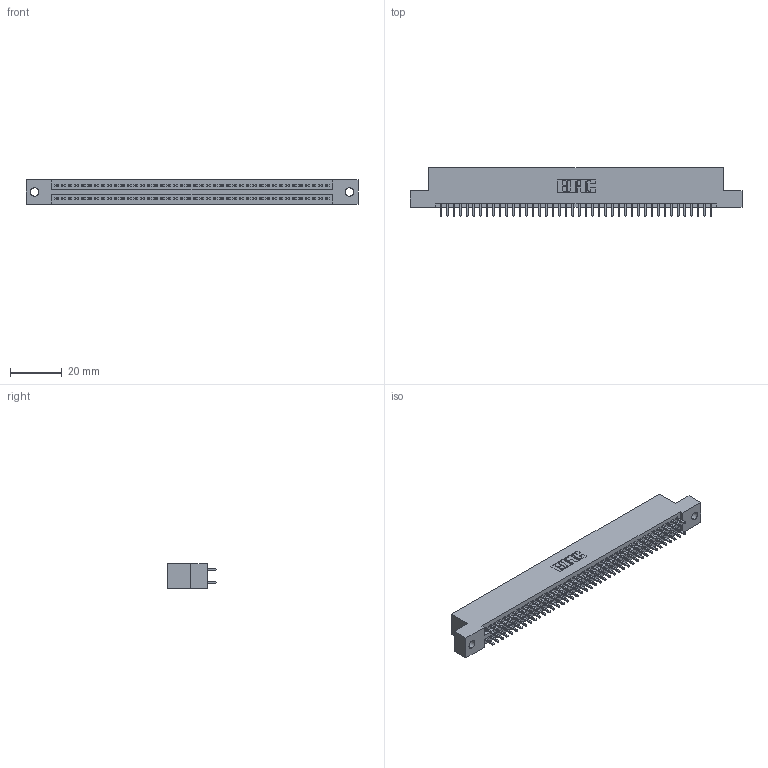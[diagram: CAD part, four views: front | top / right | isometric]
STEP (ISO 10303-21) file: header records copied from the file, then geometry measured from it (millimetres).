
FILE_DESCRIPTION (( 'STEP AP203' ), '1' );
FILE_NAME ('395-084-521-202.STEP', '2018-11-28T11:03:37', ( '' ), ( '' ), 'SwSTEP 2.0', 'SolidWorks 2016', '' );
FILE_SCHEMA (( 'CONFIG_CONTROL_DESIGN' ));
Length unit declared in the file: inch
Products named in the file (3): 395-084-521-202; 345-292-001_345-293-121; 345 Part_Flush Mounting Lugs - 0.128 Dia
Assembly tree (85 placements, depth 2):
  395-084-521-202
    345 Part_Flush Mounting Lugs - 0.128 Dia
    345-292-001_345-293-121  x84
Bounding box: 127.89 x 18.72 x 9.4 mm (x, y, z)
Volume: 12352.3 mm3; surface area: 17762.9 mm2
Topology: 85 solids, 85 shells, 4326 faces, 12857 edges, 8458 vertices
Faces by surface type: plane 2852, cylinder 1474
Entity records: 32975 total; most frequent: CARTESIAN_POINT 5528, ORIENTED_EDGE 5462, DIRECTION 4875, EDGE_CURVE 2731, LINE 2431, VECTOR 2431, VERTEX_POINT 1818, AXIS2_PLACEMENT_3D 1222
